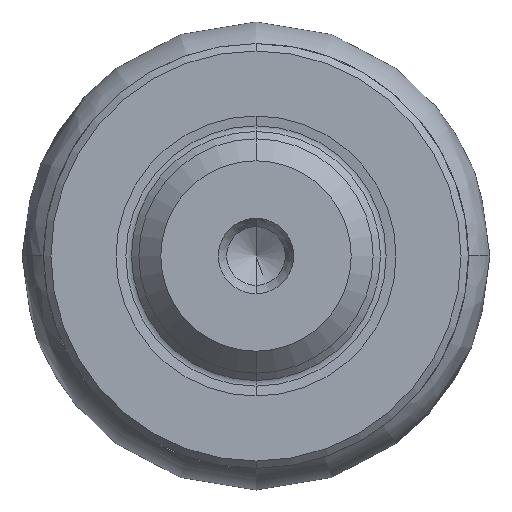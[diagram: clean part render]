
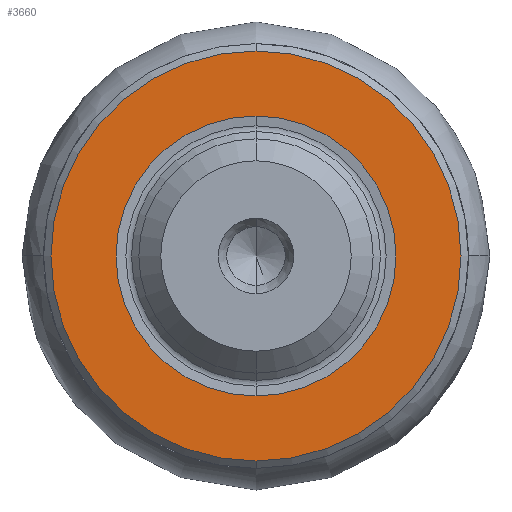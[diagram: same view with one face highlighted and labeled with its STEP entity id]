
A CAD part, left-side view. The second image highlights one B-rep face of the part: STEP entity #3660.
In plain terms, the highlighted planar face has unit normal (-1, 0, 0).
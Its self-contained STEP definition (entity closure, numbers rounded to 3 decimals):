
#87 = CARTESIAN_POINT ( 'NONE',  ( -31.75, 9.558, 0. ) ) ;
#162 = DIRECTION ( 'NONE',  ( 0., 0., -1. ) ) ;
#187 = DIRECTION ( 'NONE',  ( -1., 0., 0. ) ) ;
#215 = CARTESIAN_POINT ( 'NONE',  ( -31.75, 0., 0. ) ) ;
#278 = DIRECTION ( 'NONE',  ( 1., 0., 0. ) ) ;
#493 = FACE_OUTER_BOUND ( 'NONE', #1040, .T. ) ;
#793 = EDGE_CURVE ( 'Kante23', #3407, #1387, #3603, .T. ) ;
#930 = VERTEX_POINT ( 'NONE', #3779 ) ;
#953 = CARTESIAN_POINT ( 'NONE',  ( -31.75, 0., 0. ) ) ;
#976 = AXIS2_PLACEMENT_3D ( 'NONE', #953, #1673, #1332 ) ;
#1040 = EDGE_LOOP ( 'NONE', ( #1737, #1600 ) ) ;
#1105 = CARTESIAN_POINT ( 'NONE',  ( -31.75, 0., -14. ) ) ;
#1262 = AXIS2_PLACEMENT_3D ( 'NONE', #87, #187, #1605 ) ;
#1332 = DIRECTION ( 'NONE',  ( 0., 0., -1. ) ) ;
#1387 = VERTEX_POINT ( 'NONE', #4330 ) ;
#1492 = ORIENTED_EDGE ( 'NONE', *, *, #2544, .T. ) ;
#1600 = ORIENTED_EDGE ( 'NONE', *, *, #3115, .F. ) ;
#1605 = DIRECTION ( 'NONE',  ( 0., 0., 1. ) ) ;
#1650 = DIRECTION ( 'NONE',  ( 0., 0., -1. ) ) ;
#1673 = DIRECTION ( 'NONE',  ( 1., 0., 0. ) ) ;
#1737 = ORIENTED_EDGE ( 'NONE', *, *, #793, .F. ) ;
#1983 = EDGE_CURVE ( 'NONE', #930, #3985, #4514, .T. ) ;
#2121 = ORIENTED_EDGE ( 'NONE', *, *, #1983, .T. ) ;
#2277 = DIRECTION ( 'NONE',  ( 1., 0., 0. ) ) ;
#2335 = CIRCLE ( 'NONE', #4078, 9.558 ) ;
#2376 = AXIS2_PLACEMENT_3D ( 'NONE', #2615, #2277, #162 ) ;
#2544 = EDGE_CURVE ( 'NONE', #3985, #930, #2335, .T. ) ;
#2615 = CARTESIAN_POINT ( 'NONE',  ( -31.75, 0., 0. ) ) ;
#2958 = CIRCLE ( 'NONE', #3956, 14. ) ;
#3078 = CARTESIAN_POINT ( 'NONE',  ( -31.75, 0., 0. ) ) ;
#3115 = EDGE_CURVE ( 'Kante23', #1387, #3407, #2958, .T. ) ;
#3299 = PLANE ( 'NONE',  #1262 ) ;
#3336 = FACE_BOUND ( 'NONE', #4381, .T. ) ;
#3407 = VERTEX_POINT ( 'NONE', #1105 ) ;
#3603 = CIRCLE ( 'NONE', #976, 14. ) ;
#3660 = ADVANCED_FACE ( 'NONE', ( #3336, #493 ), #3299, .T. ) ;
#3763 = DIRECTION ( 'NONE',  ( 0., 0., -1. ) ) ;
#3779 = CARTESIAN_POINT ( 'NONE',  ( -31.75, 0., -9.558 ) ) ;
#3956 = AXIS2_PLACEMENT_3D ( 'NONE', #3078, #4482, #1650 ) ;
#3985 = VERTEX_POINT ( 'NONE', #4647 ) ;
#4078 = AXIS2_PLACEMENT_3D ( 'NONE', #215, #278, #3763 ) ;
#4330 = CARTESIAN_POINT ( 'NONE',  ( -31.75, 0., 14. ) ) ;
#4381 = EDGE_LOOP ( 'NONE', ( #1492, #2121 ) ) ;
#4482 = DIRECTION ( 'NONE',  ( 1., 0., 0. ) ) ;
#4514 = CIRCLE ( 'NONE', #2376, 9.558 ) ;
#4647 = CARTESIAN_POINT ( 'NONE',  ( -31.75, 0., 9.558 ) ) ;
